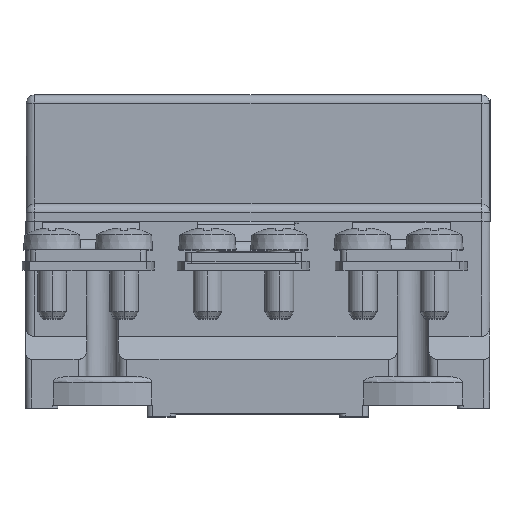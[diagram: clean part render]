
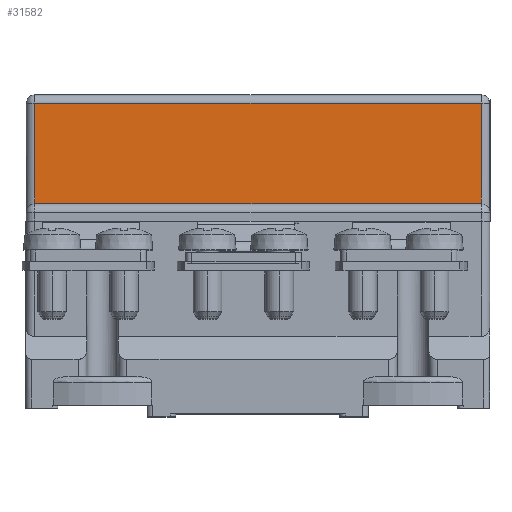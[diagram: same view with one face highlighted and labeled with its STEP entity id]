
A CAD part, top view. The second image highlights one B-rep face of the part: STEP entity #31582.
In plain terms, the highlighted face is planar.
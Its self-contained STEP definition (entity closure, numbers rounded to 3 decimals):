
#29131=DIRECTION('',(0.,1.,0.));
#29132=VECTOR('',#29131,17.5);
#29133=CARTESIAN_POINT('',(22.5,3.,-38.85));
#29134=LINE('',#29133,#29132);
#29135=DIRECTION('',(0.,0.,1.));
#29136=VECTOR('',#29135,77.7);
#29137=CARTESIAN_POINT('',(22.5,3.,-38.85));
#29138=LINE('',#29137,#29136);
#29139=DIRECTION('',(0.,-1.,0.));
#29140=VECTOR('',#29139,17.5);
#29141=CARTESIAN_POINT('',(22.5,20.5,38.85));
#29142=LINE('',#29141,#29140);
#29476=DIRECTION('',(0.,0.,1.));
#29477=VECTOR('',#29476,77.7);
#29478=CARTESIAN_POINT('',(22.5,20.5,-38.85));
#29479=LINE('',#29478,#29477);
#30722=CARTESIAN_POINT('',(22.5,3.,-38.85));
#30723=VERTEX_POINT('',#30722);
#30736=CARTESIAN_POINT('',(22.5,3.,38.85));
#30737=VERTEX_POINT('',#30736);
#30748=CARTESIAN_POINT('',(22.5,20.5,-38.85));
#30749=VERTEX_POINT('',#30748);
#30750=CARTESIAN_POINT('',(22.5,20.5,38.85));
#30751=VERTEX_POINT('',#30750);
#31569=CARTESIAN_POINT('',(22.5,3.,-40.35));
#31570=DIRECTION('',(1.,0.,0.));
#31571=DIRECTION('',(0.,1.,0.));
#31572=AXIS2_PLACEMENT_3D('',#31569,#31570,#31571);
#31573=PLANE('',#31572);
#31575=ORIENTED_EDGE('',*,*,#31574,.F.);
#31577=ORIENTED_EDGE('',*,*,#31576,.F.);
#31578=ORIENTED_EDGE('',*,*,#31555,.F.);
#31579=ORIENTED_EDGE('',*,*,#31489,.T.);
#31580=EDGE_LOOP('',(#31575,#31577,#31578,#31579));
#31581=FACE_OUTER_BOUND('',#31580,.F.);
#31489=EDGE_CURVE('',#30723,#30737,#29138,.T.);
#31555=EDGE_CURVE('',#30723,#30749,#29134,.T.);
#31574=EDGE_CURVE('',#30751,#30737,#29142,.T.);
#31576=EDGE_CURVE('',#30749,#30751,#29479,.T.);
#31582=ADVANCED_FACE('',(#31581),#31573,.T.);
